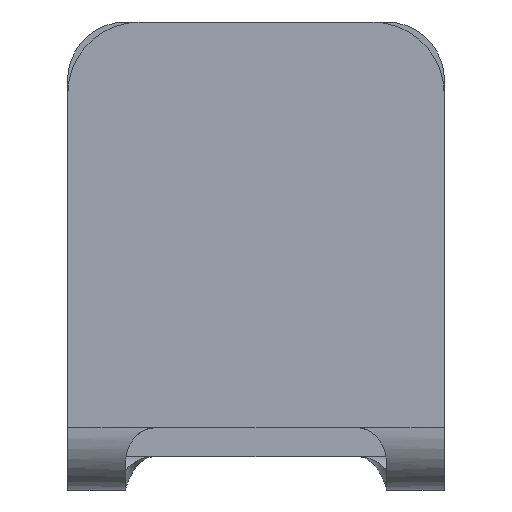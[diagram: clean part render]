
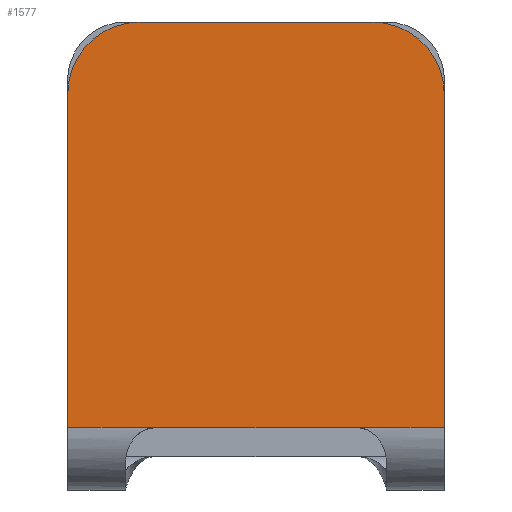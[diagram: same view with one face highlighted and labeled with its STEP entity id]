
A CAD part, front view. The second image highlights one B-rep face of the part: STEP entity #1577.
In plain terms, the highlighted planar face has unit normal (0, -1, 0).
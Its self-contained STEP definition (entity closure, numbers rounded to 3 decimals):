
#545=DIRECTION('',(1.,0.,0.));
#546=VECTOR('',#545,6.);
#547=CARTESIAN_POINT('',(-13.,-17.3,12.079));
#548=LINE('',#547,#546);
#549=DIRECTION('',(0.,0.,1.));
#550=VECTOR('',#549,23.);
#551=CARTESIAN_POINT('',(-13.,-17.3,12.079));
#552=LINE('',#551,#550);
#553=CARTESIAN_POINT('',(-8.,-17.3,35.079));
#554=DIRECTION('',(0.,1.,0.));
#555=DIRECTION('',(-1.,0.,0.));
#556=AXIS2_PLACEMENT_3D('',#553,#554,#555);
#558=DIRECTION('',(1.,0.,0.));
#559=VECTOR('',#558,16.);
#560=CARTESIAN_POINT('',(-8.,-17.3,40.079));
#561=LINE('',#560,#559);
#562=CARTESIAN_POINT('',(8.,-17.3,35.079));
#563=DIRECTION('',(0.,1.,0.));
#564=DIRECTION('',(0.,0.,1.));
#565=AXIS2_PLACEMENT_3D('',#562,#563,#564);
#567=DIRECTION('',(0.,0.,-1.));
#568=VECTOR('',#567,23.);
#569=CARTESIAN_POINT('',(13.,-17.3,35.079));
#570=LINE('',#569,#568);
#571=DIRECTION('',(1.,0.,0.));
#572=VECTOR('',#571,6.);
#573=CARTESIAN_POINT('',(7.,-17.3,12.079));
#574=LINE('',#573,#572);
#575=DIRECTION('',(-1.,0.,0.));
#576=VECTOR('',#575,14.);
#577=CARTESIAN_POINT('',(7.,-17.3,12.079));
#578=LINE('',#577,#576);
#635=CARTESIAN_POINT('',(-13.,-17.3,35.079));
#636=CARTESIAN_POINT('',(-8.,-17.3,40.079));
#637=VERTEX_POINT('',#635);
#638=VERTEX_POINT('',#636);
#639=CARTESIAN_POINT('',(8.,-17.3,40.079));
#640=VERTEX_POINT('',#639);
#641=CARTESIAN_POINT('',(13.,-17.3,35.079));
#642=VERTEX_POINT('',#641);
#727=CARTESIAN_POINT('',(7.,-17.3,12.079));
#728=CARTESIAN_POINT('',(-7.,-17.3,12.079));
#729=VERTEX_POINT('',#727);
#730=VERTEX_POINT('',#728);
#735=CARTESIAN_POINT('',(-13.,-17.3,12.079));
#736=VERTEX_POINT('',#735);
#737=CARTESIAN_POINT('',(13.,-17.3,12.079));
#738=VERTEX_POINT('',#737);
#1558=CARTESIAN_POINT('',(0.,-17.3,-14.921));
#1559=DIRECTION('',(0.,1.,0.));
#1560=DIRECTION('',(1.,0.,0.));
#1561=AXIS2_PLACEMENT_3D('',#1558,#1559,#1560);
#1562=PLANE('',#1561);
#1563=ORIENTED_EDGE('',*,*,#1005,.F.);
#1565=ORIENTED_EDGE('',*,*,#1564,.T.);
#1567=ORIENTED_EDGE('',*,*,#1566,.T.);
#1569=ORIENTED_EDGE('',*,*,#1568,.T.);
#1571=ORIENTED_EDGE('',*,*,#1570,.T.);
#1572=ORIENTED_EDGE('',*,*,#1486,.T.);
#1573=ORIENTED_EDGE('',*,*,#1024,.F.);
#1574=ORIENTED_EDGE('',*,*,#1332,.T.);
#1575=EDGE_LOOP('',(#1563,#1565,#1567,#1569,#1571,#1572,#1573,#1574));
#1576=FACE_OUTER_BOUND('',#1575,.F.);
#1577=ADVANCED_FACE('',(#1576),#1562,.F.);
#557=CIRCLE('',#556,5.);
#566=CIRCLE('',#565,5.);
#1005=EDGE_CURVE('',#736,#730,#548,.T.);
#1024=EDGE_CURVE('',#729,#738,#574,.T.);
#1332=EDGE_CURVE('',#729,#730,#578,.T.);
#1486=EDGE_CURVE('',#642,#738,#570,.T.);
#1564=EDGE_CURVE('',#736,#637,#552,.T.);
#1566=EDGE_CURVE('',#637,#638,#557,.T.);
#1568=EDGE_CURVE('',#638,#640,#561,.T.);
#1570=EDGE_CURVE('',#640,#642,#566,.T.);
